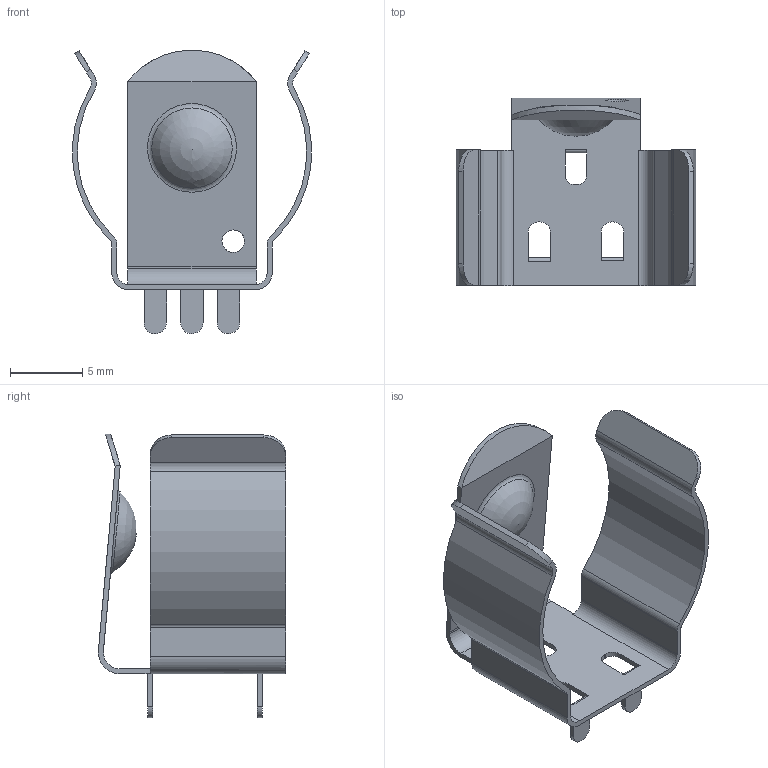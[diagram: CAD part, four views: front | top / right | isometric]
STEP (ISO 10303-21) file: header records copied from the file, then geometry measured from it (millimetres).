
FILE_DESCRIPTION(/* description */ ('Unknown'),/* implementation_level */ '2;1');
FILE_NAME(/* name */ '54',/* time_stamp */ '2024-08-22T14:35:40+02:00',/* author */ ('Unknown'),/* organization */ ('Unknown'),/* preprocessor_version */ 'ST-DEVELOPER v18.102',/* originating_system */ 'Solid Edge',/* authorisation */ 'Unknown');
FILE_SCHEMA (('AUTOMOTIVE_DESIGN {1 0 10303 214 3 1 1}'));
Length unit declared in the file: millimetre
Products named in the file (1): 54
Bounding box: 16.61 x 12.99 x 19.66 mm (x, y, z)
Volume: 209.3 mm3; surface area: 1259.6 mm2
Topology: 1 solids, 1 shells, 93 faces, 263 edges, 172 vertices
Faces by surface type: plane 50, cylinder 37, cone 2, torus 2, sphere 1, bspline 1
Full cylindrical faces by diameter (mm): 1.57 x1
Entity records: 3061 total; most frequent: CARTESIAN_POINT 571, DIRECTION 521, ORIENTED_EDGE 510, EDGE_CURVE 255, AXIS2_PLACEMENT_3D 175, LINE 171, VECTOR 171, VERTEX_POINT 170
